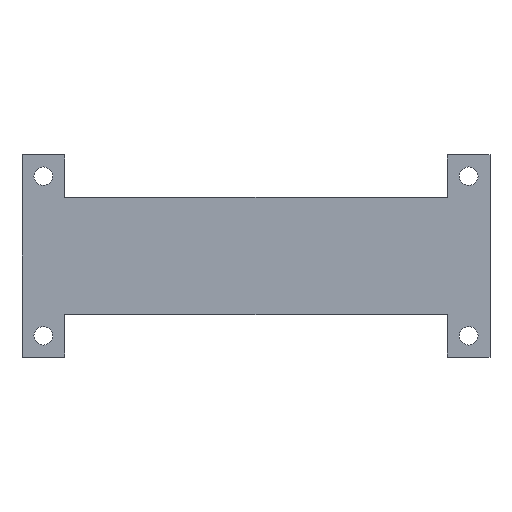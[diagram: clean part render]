
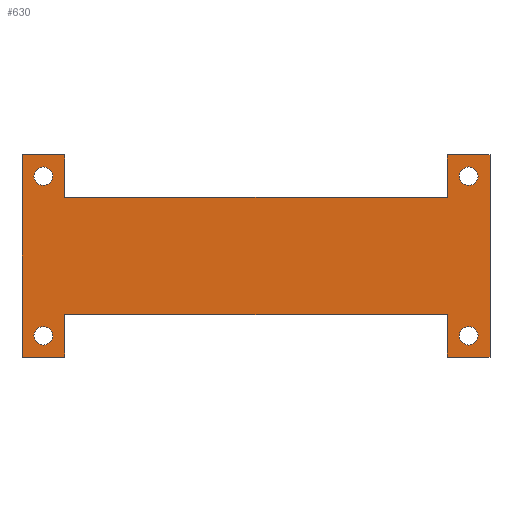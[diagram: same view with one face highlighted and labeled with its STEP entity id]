
A CAD part, front view. The second image highlights one B-rep face of the part: STEP entity #630.
In plain terms, the highlighted planar face has unit normal (0, -1, 0).
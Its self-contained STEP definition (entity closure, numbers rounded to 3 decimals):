
#19=FACE_BOUND('',#99,.T.);
#20=FACE_BOUND('',#100,.T.);
#21=FACE_BOUND('',#101,.T.);
#22=FACE_BOUND('',#102,.T.);
#63=FACE_OUTER_BOUND('',#98,.T.);
#98=EDGE_LOOP('',(#563,#564,#565,#566,#567,#568,#569,#570,#571,#572,#573,
#574));
#99=EDGE_LOOP('',(#575));
#100=EDGE_LOOP('',(#576));
#101=EDGE_LOOP('',(#577));
#102=EDGE_LOOP('',(#578));
#113=CIRCLE('',#675,1.75);
#115=CIRCLE('',#681,1.75);
#117=CIRCLE('',#687,1.75);
#119=CIRCLE('',#693,1.75);
#141=LINE('',#934,#211);
#147=LINE('',#950,#217);
#150=LINE('',#956,#220);
#155=LINE('',#971,#225);
#159=LINE('',#979,#229);
#165=LINE('',#995,#235);
#168=LINE('',#1001,#238);
#173=LINE('',#1016,#243);
#177=LINE('',#1024,#247);
#182=LINE('',#1033,#252);
#186=LINE('',#1040,#256);
#189=LINE('',#1044,#259);
#211=VECTOR('',#763,10.);
#217=VECTOR('',#777,10.);
#220=VECTOR('',#782,10.);
#225=VECTOR('',#797,10.);
#229=VECTOR('',#803,10.);
#235=VECTOR('',#819,10.);
#238=VECTOR('',#824,10.);
#243=VECTOR('',#839,10.);
#247=VECTOR('',#845,10.);
#252=VECTOR('',#854,10.);
#256=VECTOR('',#860,10.);
#259=VECTOR('',#865,10.);
#281=VERTEX_POINT('',#931);
#282=VERTEX_POINT('',#933);
#287=VERTEX_POINT('',#945);
#288=VERTEX_POINT('',#949);
#290=VERTEX_POINT('',#955);
#293=VERTEX_POINT('',#965);
#294=VERTEX_POINT('',#969);
#295=VERTEX_POINT('',#970);
#298=VERTEX_POINT('',#978);
#302=VERTEX_POINT('',#990);
#303=VERTEX_POINT('',#994);
#305=VERTEX_POINT('',#1000);
#308=VERTEX_POINT('',#1010);
#309=VERTEX_POINT('',#1014);
#310=VERTEX_POINT('',#1015);
#313=VERTEX_POINT('',#1023);
#348=EDGE_CURVE('',#281,#282,#141,.T.);
#355=EDGE_CURVE('',#287,#287,#113,.T.);
#356=EDGE_CURVE('',#282,#288,#147,.T.);
#359=EDGE_CURVE('',#288,#290,#150,.T.);
#365=EDGE_CURVE('',#293,#293,#115,.T.);
#366=EDGE_CURVE('',#294,#295,#155,.T.);
#370=EDGE_CURVE('',#298,#294,#159,.T.);
#377=EDGE_CURVE('',#302,#302,#117,.T.);
#378=EDGE_CURVE('',#303,#281,#165,.T.);
#381=EDGE_CURVE('',#305,#303,#168,.T.);
#387=EDGE_CURVE('',#308,#308,#119,.T.);
#388=EDGE_CURVE('',#309,#310,#173,.T.);
#392=EDGE_CURVE('',#310,#313,#177,.T.);
#397=EDGE_CURVE('',#295,#309,#182,.T.);
#401=EDGE_CURVE('',#290,#298,#186,.T.);
#404=EDGE_CURVE('',#313,#305,#189,.T.);
#563=ORIENTED_EDGE('',*,*,#397,.F.);
#564=ORIENTED_EDGE('',*,*,#366,.F.);
#565=ORIENTED_EDGE('',*,*,#370,.F.);
#566=ORIENTED_EDGE('',*,*,#401,.F.);
#567=ORIENTED_EDGE('',*,*,#359,.F.);
#568=ORIENTED_EDGE('',*,*,#356,.F.);
#569=ORIENTED_EDGE('',*,*,#348,.F.);
#570=ORIENTED_EDGE('',*,*,#378,.F.);
#571=ORIENTED_EDGE('',*,*,#381,.F.);
#572=ORIENTED_EDGE('',*,*,#404,.F.);
#573=ORIENTED_EDGE('',*,*,#392,.F.);
#574=ORIENTED_EDGE('',*,*,#388,.F.);
#575=ORIENTED_EDGE('',*,*,#355,.F.);
#576=ORIENTED_EDGE('',*,*,#365,.F.);
#577=ORIENTED_EDGE('',*,*,#377,.F.);
#578=ORIENTED_EDGE('',*,*,#387,.F.);
#599=PLANE('',#701);
#630=ADVANCED_FACE('',(#63,#19,#20,#21,#22),#599,.F.);
#675=AXIS2_PLACEMENT_3D('',#947,#773,#774);
#681=AXIS2_PLACEMENT_3D('',#967,#793,#794);
#687=AXIS2_PLACEMENT_3D('',#992,#815,#816);
#693=AXIS2_PLACEMENT_3D('',#1012,#835,#836);
#701=AXIS2_PLACEMENT_3D('',#1046,#868,#869);
#763=DIRECTION('',(0.,0.,1.));
#773=DIRECTION('center_axis',(0.,-1.,0.));
#774=DIRECTION('ref_axis',(1.,0.,0.));
#777=DIRECTION('',(1.,0.,0.));
#782=DIRECTION('',(0.,0.,-1.));
#793=DIRECTION('center_axis',(0.,-1.,0.));
#794=DIRECTION('ref_axis',(1.,0.,0.));
#797=DIRECTION('',(1.,0.,0.));
#803=DIRECTION('',(0.,0.,1.));
#815=DIRECTION('center_axis',(0.,-1.,0.));
#816=DIRECTION('ref_axis',(1.,0.,0.));
#819=DIRECTION('',(-1.,0.,0.));
#824=DIRECTION('',(0.,0.,-1.));
#835=DIRECTION('center_axis',(0.,-1.,0.));
#836=DIRECTION('ref_axis',(1.,0.,0.));
#839=DIRECTION('',(-1.,0.,0.));
#845=DIRECTION('',(0.,0.,1.));
#854=DIRECTION('',(0.,0.,-1.));
#860=DIRECTION('',(1.,0.,0.));
#865=DIRECTION('',(-1.,0.,0.));
#868=DIRECTION('center_axis',(0.,1.,0.));
#869=DIRECTION('ref_axis',(0.,0.,1.));
#931=CARTESIAN_POINT('',(-44.,0.,-19.));
#933=CARTESIAN_POINT('',(-44.,0.,19.));
#934=CARTESIAN_POINT('',(-44.,0.,-19.));
#945=CARTESIAN_POINT('',(-41.75,0.,15.));
#947=CARTESIAN_POINT('Origin',(-40.,0.,15.));
#949=CARTESIAN_POINT('',(-36.,0.,19.));
#950=CARTESIAN_POINT('',(-44.,0.,19.));
#955=CARTESIAN_POINT('',(-36.,0.,11.));
#956=CARTESIAN_POINT('',(-36.,0.,19.));
#965=CARTESIAN_POINT('',(38.25,0.,15.));
#967=CARTESIAN_POINT('Origin',(40.,0.,15.));
#969=CARTESIAN_POINT('',(36.,0.,19.));
#970=CARTESIAN_POINT('',(44.,0.,19.));
#971=CARTESIAN_POINT('',(36.,0.,19.));
#978=CARTESIAN_POINT('',(36.,0.,11.));
#979=CARTESIAN_POINT('',(36.,0.,11.));
#990=CARTESIAN_POINT('',(-41.75,0.,-15.));
#992=CARTESIAN_POINT('Origin',(-40.,0.,-15.));
#994=CARTESIAN_POINT('',(-36.,0.,-19.));
#995=CARTESIAN_POINT('',(-36.,0.,-19.));
#1000=CARTESIAN_POINT('',(-36.,0.,-11.));
#1001=CARTESIAN_POINT('',(-36.,0.,-11.));
#1010=CARTESIAN_POINT('',(38.25,0.,-15.));
#1012=CARTESIAN_POINT('Origin',(40.,0.,-15.));
#1014=CARTESIAN_POINT('',(44.,0.,-19.));
#1015=CARTESIAN_POINT('',(36.,0.,-19.));
#1016=CARTESIAN_POINT('',(44.,0.,-19.));
#1023=CARTESIAN_POINT('',(36.,0.,-11.));
#1024=CARTESIAN_POINT('',(36.,0.,-19.));
#1033=CARTESIAN_POINT('',(44.,0.,19.));
#1040=CARTESIAN_POINT('',(-44.,0.,11.));
#1044=CARTESIAN_POINT('',(44.,0.,-11.));
#1046=CARTESIAN_POINT('Origin',(0.,0.,0.));
